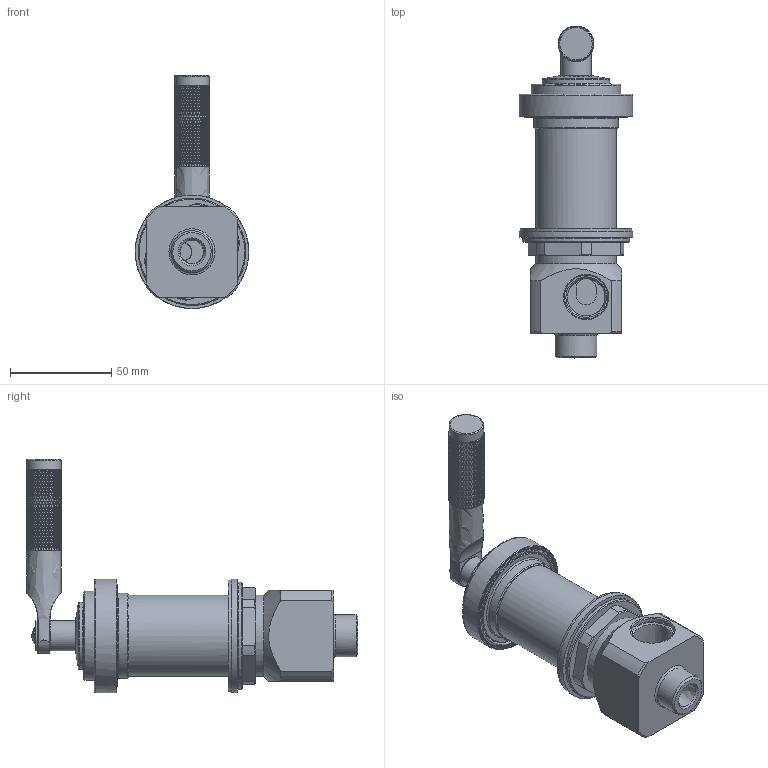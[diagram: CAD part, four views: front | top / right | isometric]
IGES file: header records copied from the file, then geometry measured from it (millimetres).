
Global section: file name: V7K41-LK; native system: Autodesk Inventor 2018; preprocessor: unknown; author: aduggalther; date: 20170818.112021; units: millimetre
Bounding box: 56 x 163.65 x 115 mm (x, y, z)
Volume: 198169.5 mm3; surface area: 96834.4 mm2
Topology: 24 solids, 24 shells, 6012 faces, 12647 edges, 6742 vertices
Faces by surface type: bspline 6012
